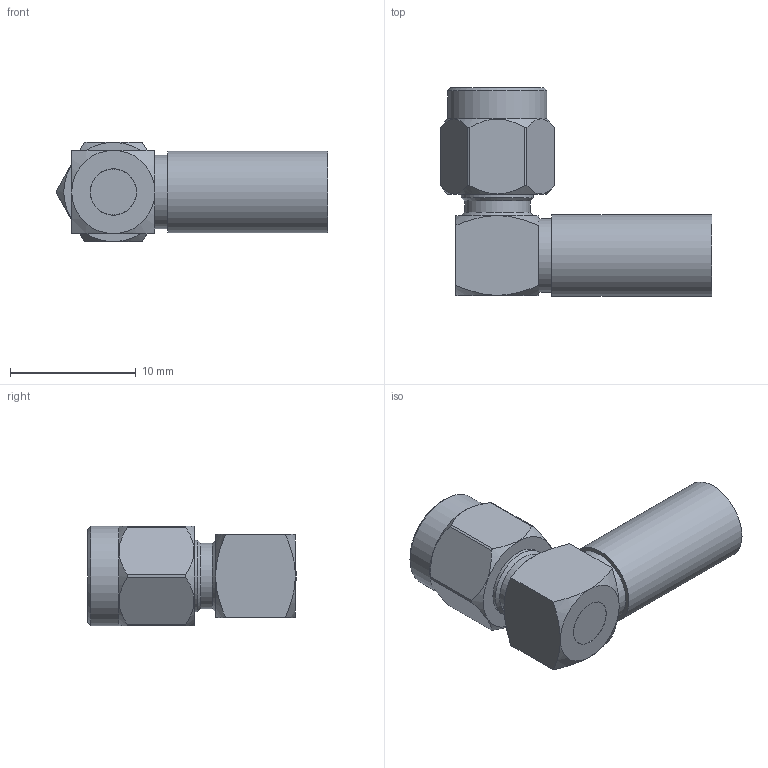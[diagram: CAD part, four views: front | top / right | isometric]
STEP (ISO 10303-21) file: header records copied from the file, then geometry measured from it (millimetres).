
FILE_DESCRIPTION (( 'STEP AP203' ), '1' );
FILE_NAME ('PE45012_3D.step', '2021-01-22T23:49:21', ( '' ), ( '' ), 'SwSTEP 2.0', 'SolidWorks 2018', '' );
FILE_SCHEMA (( 'CONFIG_CONTROL_DESIGN' ));
Length unit declared in the file: inch
Products named in the file (1): PE45012_3D
Bounding box: 21.54 x 16.59 x 7.94 mm (x, y, z)
Volume: 825.1 mm3; surface area: 1546.7 mm2
Topology: 4 solids, 4 shells, 3196 faces, 6718 edges, 3540 vertices
Faces by surface type: bspline 2403, cylinder 547, plane 228, cone 17, torus 1
Full cylindrical faces by diameter (mm): 0.94 x1, 1.194 x2, 3.277 x1, 3.658 x1, 3.683 x1, 3.81 x1, 4.547 x1, 5.207 x1, 5.69 x1, 5.715 x1, 5.829 x1, 6.35 x6, 6.502 x1, 7.88 x1
Entity records: 128840 total; most frequent: CARTESIAN_POINT 88308, ORIENTED_EDGE 13342, EDGE_CURVE 6671, VERTEX_POINT 3523, EDGE_LOOP 3228, FACE_OUTER_BOUND 3206, ADVANCED_FACE 3190, B_SPLINE_CURVE_WITH_KNOTS 2594
